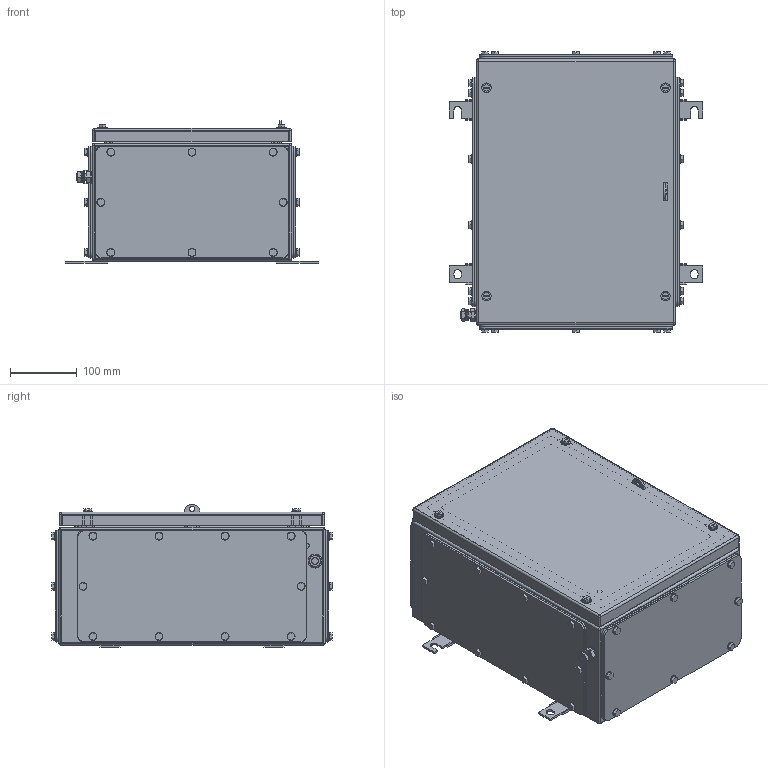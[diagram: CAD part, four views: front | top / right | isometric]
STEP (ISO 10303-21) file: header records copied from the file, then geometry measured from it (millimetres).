
FILE_DESCRIPTION(('CATIA V5 STEP Exchange','CAx-IF Rec.Pracs.--- Model Styling and Organization---1.4--- 2014-01-23'),'2;1');
FILE_NAME ('008538-7_3_1194990000_1194990000.stp','2019-09-20T10:35:45+00:00',('none'),('Weidmueller'),'CATIA Version 5-6 Release 2016 SP3 HF44','CATIA V5 STEP AP214','none');
FILE_SCHEMA(('AUTOMOTIVE_DESIGN { 1 0 10303 214 1 1 1 1 }'));
Products named in the file (1): 1194990000
Bounding box: 381 x 422 x 215 mm (x, y, z)
Volume: 1621834.5 mm3; surface area: 1567291.5 mm2
Topology: 114 solids, 114 shells, 2498 faces, 5856 edges, 3704 vertices
Faces by surface type: cylinder 1113, plane 1111, cone 228, sphere 24, torus 22
Entity records: 68607 total; most frequent: CARTESIAN_POINT 14786, ORIENTED_EDGE 11504, DIRECTION 9011, EDGE_CURVE 5752, AXIS2_PLACEMENT_3D 3863, VERTEX_POINT 3704, VECTOR 3328, LINE 3328
